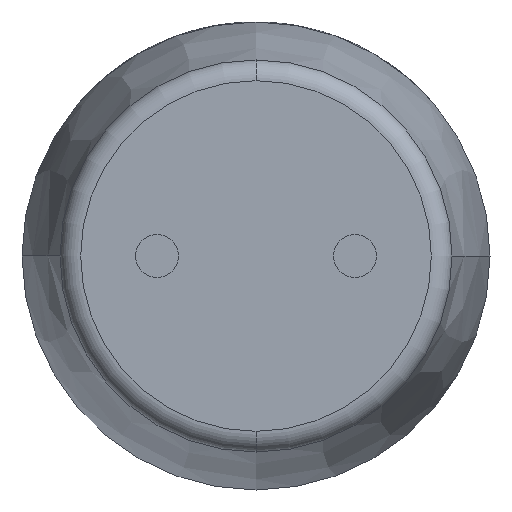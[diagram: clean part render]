
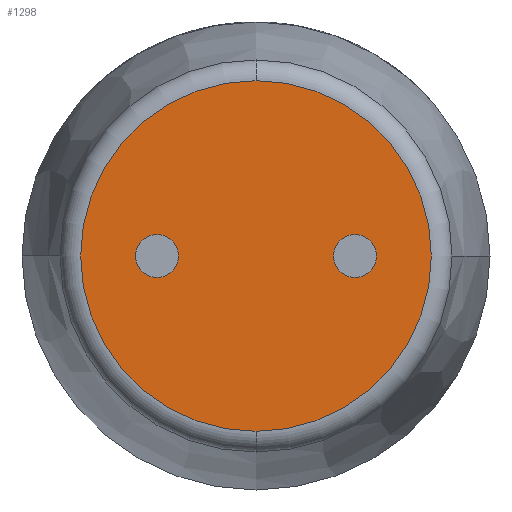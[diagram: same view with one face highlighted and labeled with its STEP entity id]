
A CAD part, front view. The second image highlights one B-rep face of the part: STEP entity #1298.
In plain terms, the highlighted planar face has unit normal (0, -1, 0).
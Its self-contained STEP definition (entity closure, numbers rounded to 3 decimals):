
#39 = VERTEX_POINT ( 'NONE', #1636 ) ;
#87 = CIRCLE ( 'NONE', #2972, 0.275 ) ;
#213 = DIRECTION ( 'NONE',  ( 0., 0., 1. ) ) ;
#251 = DIRECTION ( 'NONE',  ( 0., -1., 0. ) ) ;
#290 = DIRECTION ( 'NONE',  ( 0., 1., 0. ) ) ;
#297 = DIRECTION ( 'NONE',  ( 0., 0., 1. ) ) ;
#307 = CARTESIAN_POINT ( 'NONE',  ( -1.27, 0., 0. ) ) ;
#343 = FACE_OUTER_BOUND ( 'NONE', #2005, .T. ) ;
#370 = CARTESIAN_POINT ( 'NONE',  ( 1.27, 0., -0.275 ) ) ;
#406 = CIRCLE ( 'NONE', #505, 2.248 ) ;
#505 = AXIS2_PLACEMENT_3D ( 'NONE', #2600, #1991, #1714 ) ;
#516 = CARTESIAN_POINT ( 'NONE',  ( 0., 0., -2.248 ) ) ;
#547 = AXIS2_PLACEMENT_3D ( 'NONE', #307, #2613, #297 ) ;
#616 = EDGE_CURVE ( 'NONE', #39, #1192, #2523, .T. ) ;
#698 = CIRCLE ( 'NONE', #2558, 0.275 ) ;
#803 = DIRECTION ( 'NONE',  ( 0., 0., -1. ) ) ;
#938 = FACE_BOUND ( 'NONE', #976, .T. ) ;
#976 = EDGE_LOOP ( 'NONE', ( #2515, #1880 ) ) ;
#977 = FACE_BOUND ( 'NONE', #3515, .T. ) ;
#1037 = DIRECTION ( 'NONE',  ( 0., -1., 0. ) ) ;
#1057 = DIRECTION ( 'NONE',  ( 0., 1., 0. ) ) ;
#1099 = CARTESIAN_POINT ( 'NONE',  ( -1.27, 0., -0.275 ) ) ;
#1112 = DIRECTION ( 'NONE',  ( 0., 1., 0. ) ) ;
#1192 = VERTEX_POINT ( 'NONE', #516 ) ;
#1298 = ADVANCED_FACE ( 'NONE', ( #343, #938, #977 ), #2017, .F. ) ;
#1301 = CARTESIAN_POINT ( 'NONE',  ( 0., 0., 0. ) ) ;
#1542 = ORIENTED_EDGE ( 'NONE', *, *, #2812, .T. ) ;
#1636 = CARTESIAN_POINT ( 'NONE',  ( 0., 0., 2.248 ) ) ;
#1714 = DIRECTION ( 'NONE',  ( 0., 0., 1. ) ) ;
#1776 = VERTEX_POINT ( 'NONE', #1099 ) ;
#1810 = AXIS2_PLACEMENT_3D ( 'NONE', #3665, #251, #213 ) ;
#1819 = EDGE_CURVE ( 'NONE', #2354, #2084, #698, .T. ) ;
#1880 = ORIENTED_EDGE ( 'NONE', *, *, #1819, .T. ) ;
#1952 = AXIS2_PLACEMENT_3D ( 'NONE', #3150, #290, #3433 ) ;
#1965 = VERTEX_POINT ( 'NONE', #3170 ) ;
#1968 = EDGE_CURVE ( 'NONE', #1776, #1965, #2188, .T. ) ;
#1983 = ORIENTED_EDGE ( 'NONE', *, *, #1968, .F. ) ;
#1991 = DIRECTION ( 'NONE',  ( 0., -1., 0. ) ) ;
#2005 = EDGE_LOOP ( 'NONE', ( #1542, #3344 ) ) ;
#2017 = PLANE ( 'NONE',  #1952 ) ;
#2084 = VERTEX_POINT ( 'NONE', #2979 ) ;
#2188 = CIRCLE ( 'NONE', #547, 0.275 ) ;
#2260 = CARTESIAN_POINT ( 'NONE',  ( 1.27, 0., 0. ) ) ;
#2354 = VERTEX_POINT ( 'NONE', #370 ) ;
#2515 = ORIENTED_EDGE ( 'NONE', *, *, #3020, .T. ) ;
#2523 = CIRCLE ( 'NONE', #2935, 2.248 ) ;
#2541 = ORIENTED_EDGE ( 'NONE', *, *, #2741, .F. ) ;
#2558 = AXIS2_PLACEMENT_3D ( 'NONE', #2781, #1057, #803 ) ;
#2600 = CARTESIAN_POINT ( 'NONE',  ( 0., 0., 0. ) ) ;
#2613 = DIRECTION ( 'NONE',  ( 0., -1., 0. ) ) ;
#2672 = CIRCLE ( 'NONE', #1810, 0.275 ) ;
#2741 = EDGE_CURVE ( 'NONE', #1965, #1776, #2672, .T. ) ;
#2781 = CARTESIAN_POINT ( 'NONE',  ( 1.27, 0., 0. ) ) ;
#2812 = EDGE_CURVE ( 'NONE', #1192, #39, #406, .T. ) ;
#2935 = AXIS2_PLACEMENT_3D ( 'NONE', #1301, #1037, #3055 ) ;
#2972 = AXIS2_PLACEMENT_3D ( 'NONE', #2260, #1112, #3110 ) ;
#2979 = CARTESIAN_POINT ( 'NONE',  ( 1.27, 0., 0.275 ) ) ;
#3020 = EDGE_CURVE ( 'NONE', #2084, #2354, #87, .T. ) ;
#3055 = DIRECTION ( 'NONE',  ( 0., 0., 1. ) ) ;
#3110 = DIRECTION ( 'NONE',  ( 0., 0., -1. ) ) ;
#3150 = CARTESIAN_POINT ( 'NONE',  ( 0., 0., 0. ) ) ;
#3170 = CARTESIAN_POINT ( 'NONE',  ( -1.27, 0., 0.275 ) ) ;
#3344 = ORIENTED_EDGE ( 'NONE', *, *, #616, .T. ) ;
#3433 = DIRECTION ( 'NONE',  ( 0., 0., 1. ) ) ;
#3515 = EDGE_LOOP ( 'NONE', ( #2541, #1983 ) ) ;
#3665 = CARTESIAN_POINT ( 'NONE',  ( -1.27, 0., 0. ) ) ;
